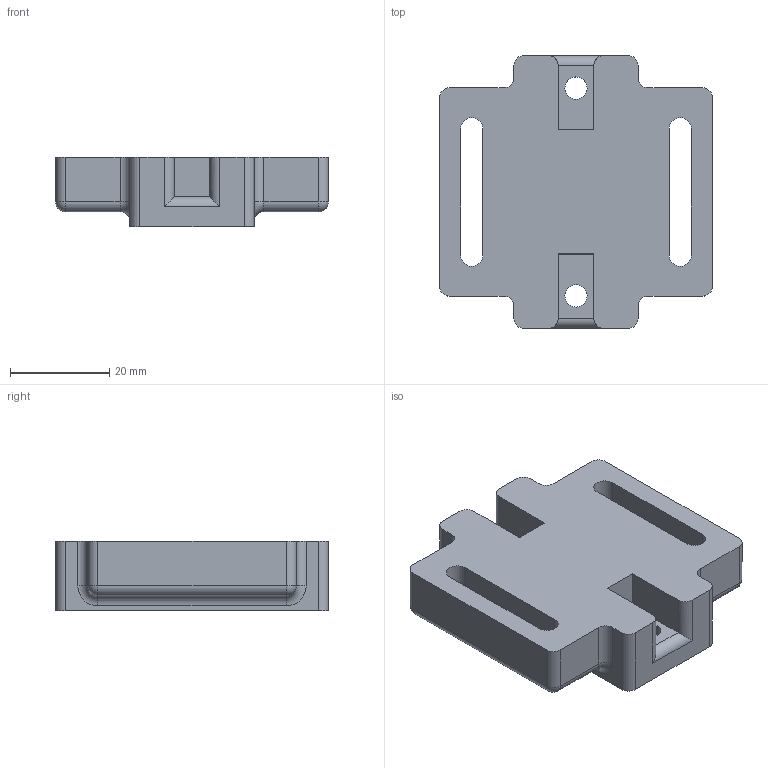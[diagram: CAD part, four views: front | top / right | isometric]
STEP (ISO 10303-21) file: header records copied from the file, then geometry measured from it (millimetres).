
FILE_DESCRIPTION (( 'STEP AP214' ), '1' );
FILE_NAME ('Reverse Adapter, Pillow Block, M4 to M4.STEP', '2021-03-30T05:01:00', ( '' ), ( '' ), 'SwSTEP 2.0', 'SolidWorks 2019', '' );
FILE_SCHEMA (( 'AUTOMOTIVE_DESIGN' ));
Length unit declared in the file: millimetre
Products named in the file (1): Reverse Adapter, Pillow Block, M4 to M4
Bounding box: 55 x 55 x 14 mm (x, y, z)
Volume: 28179.1 mm3; surface area: 9305.1 mm2
Topology: 1 solids, 1 shells, 68 faces, 178 edges, 108 vertices
Faces by surface type: cylinder 34, plane 26, sphere 4, torus 4
Entity records: 2100 total; most frequent: DIRECTION 372, CARTESIAN_POINT 363, ORIENTED_EDGE 348, EDGE_CURVE 174, AXIS2_PLACEMENT_3D 133, VERTEX_POINT 108, VECTOR 106, LINE 106
